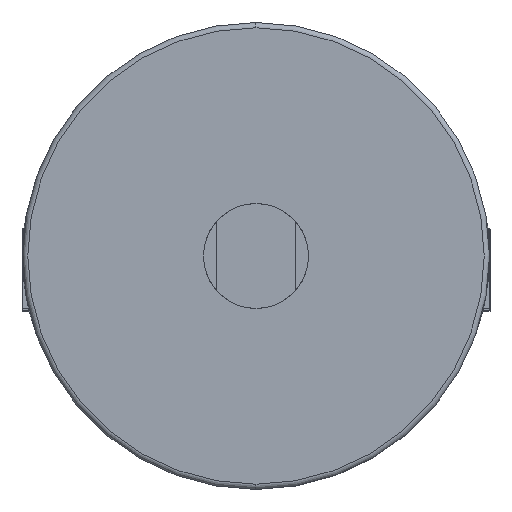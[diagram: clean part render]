
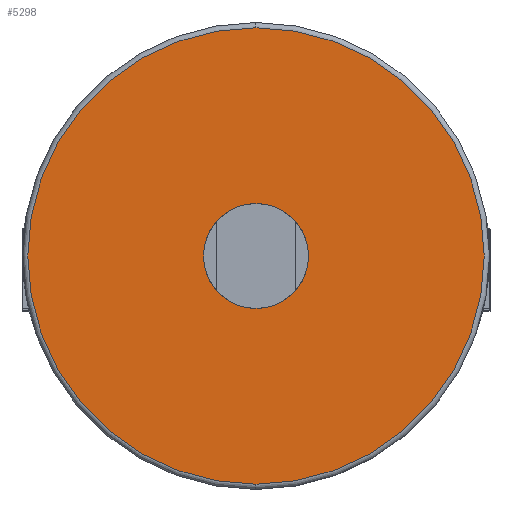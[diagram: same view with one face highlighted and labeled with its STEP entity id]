
A CAD part, left-side view. The second image highlights one B-rep face of the part: STEP entity #5298.
In plain terms, the highlighted planar face has unit normal (-1, 0, 0).
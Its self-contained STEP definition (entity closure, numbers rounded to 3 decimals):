
#341 = FACE_BOUND ( 'NONE', #8228, .T. ) ;
#362 = CARTESIAN_POINT ( 'NONE',  ( -375., 0., -43.5 ) ) ;
#399 = EDGE_CURVE ( 'NONE', #6376, #8719, #13130, .T. ) ;
#454 = PLANE ( 'NONE',  #4518 ) ;
#864 = DIRECTION ( 'NONE',  ( -1., 0., 0. ) ) ;
#1523 = AXIS2_PLACEMENT_3D ( 'NONE', #8843, #1871, #10007 ) ;
#1601 = DIRECTION ( 'NONE',  ( -1., 0., 0. ) ) ;
#1871 = DIRECTION ( 'NONE',  ( -1., 0., 0. ) ) ;
#1937 = CIRCLE ( 'NONE', #9404, 43.5 ) ;
#2105 = CIRCLE ( 'NONE', #4632, 43.5 ) ;
#2122 = CARTESIAN_POINT ( 'NONE',  ( -375., 0., -10. ) ) ;
#3209 = DIRECTION ( 'NONE',  ( -1., 0., 0. ) ) ;
#4518 = AXIS2_PLACEMENT_3D ( 'NONE', #5071, #1601, #9754 ) ;
#4632 = AXIS2_PLACEMENT_3D ( 'NONE', #12923, #5970, #14133 ) ;
#5071 = CARTESIAN_POINT ( 'NONE',  ( -375., 44.5, 0. ) ) ;
#5298 = ADVANCED_FACE ( 'NONE', ( #9240, #341 ), #454, .T. ) ;
#5411 = CARTESIAN_POINT ( 'NONE',  ( -375., 0., 10. ) ) ;
#5519 = EDGE_LOOP ( 'NONE', ( #6004, #12147 ) ) ;
#5970 = DIRECTION ( 'NONE',  ( -1., 0., 0. ) ) ;
#6004 = ORIENTED_EDGE ( 'NONE', *, *, #7667, .T. ) ;
#6376 = VERTEX_POINT ( 'NONE', #5411 ) ;
#6497 = EDGE_CURVE ( 'NONE', #11593, #7540, #1937, .T. ) ;
#7116 = AXIS2_PLACEMENT_3D ( 'NONE', #7811, #864, #8994 ) ;
#7477 = EDGE_CURVE ( 'NONE', #8719, #6376, #12121, .T. ) ;
#7540 = VERTEX_POINT ( 'NONE', #10155 ) ;
#7667 = EDGE_CURVE ( 'NONE', #7540, #11593, #2105, .T. ) ;
#7811 = CARTESIAN_POINT ( 'NONE',  ( -375., 0., 0. ) ) ;
#8228 = EDGE_LOOP ( 'NONE', ( #11082, #13921 ) ) ;
#8719 = VERTEX_POINT ( 'NONE', #2122 ) ;
#8843 = CARTESIAN_POINT ( 'NONE',  ( -375., 0., 0. ) ) ;
#8994 = DIRECTION ( 'NONE',  ( 0., 0., 1. ) ) ;
#9240 = FACE_OUTER_BOUND ( 'NONE', #5519, .T. ) ;
#9404 = AXIS2_PLACEMENT_3D ( 'NONE', #10186, #3209, #11357 ) ;
#9754 = DIRECTION ( 'NONE',  ( 0., 0., 1. ) ) ;
#10007 = DIRECTION ( 'NONE',  ( 0., 0., 1. ) ) ;
#10155 = CARTESIAN_POINT ( 'NONE',  ( -375., 0., 43.5 ) ) ;
#10186 = CARTESIAN_POINT ( 'NONE',  ( -375., 0., 0. ) ) ;
#11082 = ORIENTED_EDGE ( 'NONE', *, *, #7477, .F. ) ;
#11357 = DIRECTION ( 'NONE',  ( 0., 0., 1. ) ) ;
#11593 = VERTEX_POINT ( 'NONE', #362 ) ;
#12121 = CIRCLE ( 'NONE', #1523, 10. ) ;
#12147 = ORIENTED_EDGE ( 'NONE', *, *, #6497, .T. ) ;
#12923 = CARTESIAN_POINT ( 'NONE',  ( -375., 0., 0. ) ) ;
#13130 = CIRCLE ( 'NONE', #7116, 10. ) ;
#13921 = ORIENTED_EDGE ( 'NONE', *, *, #399, .F. ) ;
#14133 = DIRECTION ( 'NONE',  ( 0., 0., 1. ) ) ;
